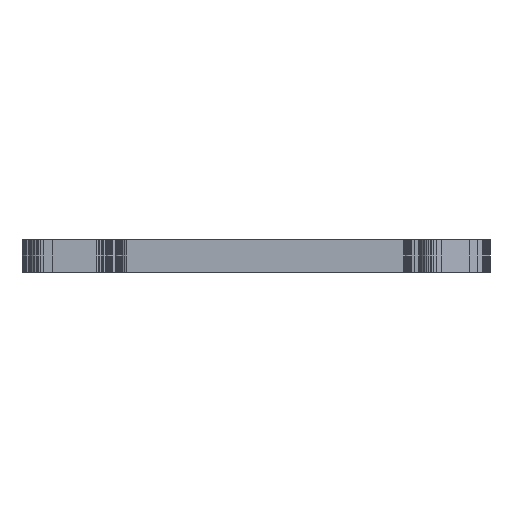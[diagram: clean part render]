
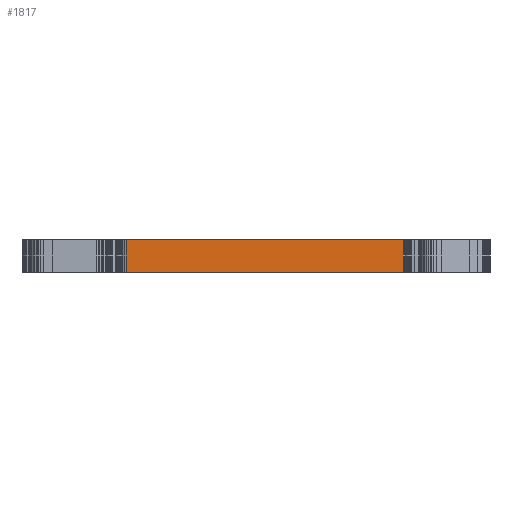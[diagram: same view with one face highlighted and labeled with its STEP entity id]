
A CAD part, front view. The second image highlights one B-rep face of the part: STEP entity #1817.
In plain terms, the highlighted free-form (B-spline) face has degree [1, 1] with [2, 2] control points.
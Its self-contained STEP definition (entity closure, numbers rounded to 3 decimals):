
#1795 = VERTEX_POINT('',#1796);
#1796 = CARTESIAN_POINT('',(28.801,7.227,0.));
#1801 = EDGE_CURVE('',#1795,#1802,#1804,.T.);
#1802 = VERTEX_POINT('',#1803);
#1803 = CARTESIAN_POINT('',(28.801,7.227,7.101)
  );
#1804 = B_SPLINE_CURVE_WITH_KNOTS('',1,(#1805,#1806),.UNSPECIFIED.,.F.,
  .F.,(2,2),(-2.5,2.5),.PIECEWISE_BEZIER_KNOTS.);
#1805 = CARTESIAN_POINT('',(28.801,7.227,0.));
#1806 = CARTESIAN_POINT('',(28.801,7.227,7.101)
  );
#1817 = ADVANCED_FACE('',(#1818),#1840,.F.);
#1818 = FACE_BOUND('',#1819,.T.);
#1819 = EDGE_LOOP('',(#1820,#1821,#1828,#1835));
#1820 = ORIENTED_EDGE('',*,*,#1801,.F.);
#1821 = ORIENTED_EDGE('',*,*,#1822,.F.);
#1822 = EDGE_CURVE('',#1823,#1795,#1825,.T.);
#1823 = VERTEX_POINT('',#1824);
#1824 = CARTESIAN_POINT('',(89.683,7.227,0.));
#1825 = B_SPLINE_CURVE_WITH_KNOTS('',1,(#1826,#1827),.UNSPECIFIED.,.F.,
  .F.,(2,2),(-21.435,21.435),.PIECEWISE_BEZIER_KNOTS.);
#1826 = CARTESIAN_POINT('',(89.683,7.227,0.));
#1827 = CARTESIAN_POINT('',(28.801,7.227,0.));
#1828 = ORIENTED_EDGE('',*,*,#1829,.T.);
#1829 = EDGE_CURVE('',#1823,#1830,#1832,.T.);
#1830 = VERTEX_POINT('',#1831);
#1831 = CARTESIAN_POINT('',(89.683,7.227,
    7.101));
#1832 = B_SPLINE_CURVE_WITH_KNOTS('',1,(#1833,#1834),.UNSPECIFIED.,.F.,
  .F.,(2,2),(-2.5,2.5),.PIECEWISE_BEZIER_KNOTS.);
#1833 = CARTESIAN_POINT('',(89.683,7.227,0.));
#1834 = CARTESIAN_POINT('',(89.683,7.227,
    7.101));
#1835 = ORIENTED_EDGE('',*,*,#1836,.T.);
#1836 = EDGE_CURVE('',#1830,#1802,#1837,.T.);
#1837 = B_SPLINE_CURVE_WITH_KNOTS('',1,(#1838,#1839),.UNSPECIFIED.,.F.,
  .F.,(2,2),(-21.435,21.435),.PIECEWISE_BEZIER_KNOTS.);
#1838 = CARTESIAN_POINT('',(89.683,7.227,
    7.101));
#1839 = CARTESIAN_POINT('',(28.801,7.227,7.101)
  );
#1840 = B_SPLINE_SURFACE_WITH_KNOTS('',1,1,(
    (#1841,#1842)
    ,(#1843,#1844
    )),.UNSPECIFIED.,.F.,.F.,.F.,(2,2),(2,2),(0.,42.869),(0.,5.),
  .PIECEWISE_BEZIER_KNOTS.);
#1841 = CARTESIAN_POINT('',(89.683,7.227,0.));
#1842 = CARTESIAN_POINT('',(89.683,7.227,
    7.101));
#1843 = CARTESIAN_POINT('',(28.801,7.227,0.));
#1844 = CARTESIAN_POINT('',(28.801,7.227,7.101)
  );
